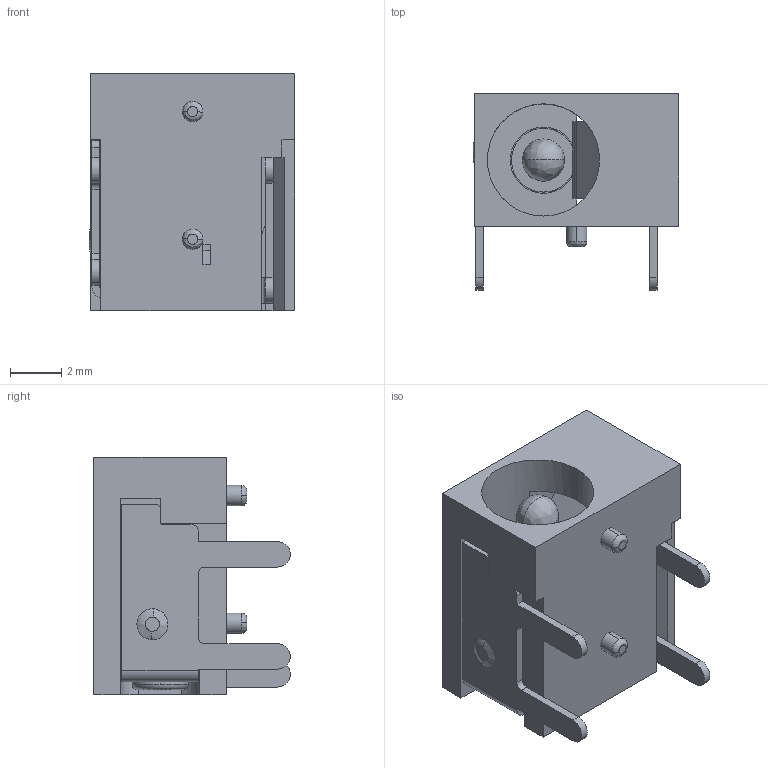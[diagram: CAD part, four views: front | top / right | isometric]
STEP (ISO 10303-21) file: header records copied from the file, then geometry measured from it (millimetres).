
FILE_DESCRIPTION (( 'STEP AP214' ), '1' );
FILE_NAME ('Same_Sky_PJ-054H.step', '2025-03-13T15:51:20', ( '' ), ( '' ), 'SwSTEP 2.0', 'SolidWorks 2024', '' );
FILE_SCHEMA (( 'AUTOMOTIVE_DESIGN' ));
Length unit declared in the file: inch
Products named in the file (1): Same_Sky_PJ-054H
Bounding box: 8.05 x 7.7 x 9.3 mm (x, y, z)
Volume: 220.5 mm3; surface area: 723.1 mm2
Topology: 1 solids, 1 shells, 201 faces, 582 edges, 380 vertices
Faces by surface type: plane 136, cylinder 49, bspline 10, torus 4, cone 2
Entity records: 6870 total; most frequent: CARTESIAN_POINT 1516, ORIENTED_EDGE 1156, DIRECTION 1069, EDGE_CURVE 578, LINE 435, VECTOR 435, VERTEX_POINT 380, AXIS2_PLACEMENT_3D 317
